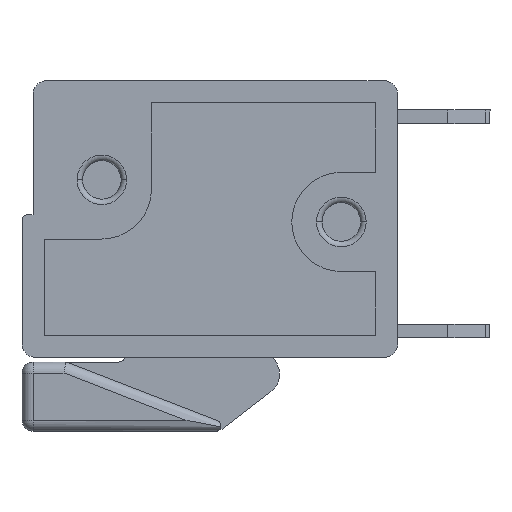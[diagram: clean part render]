
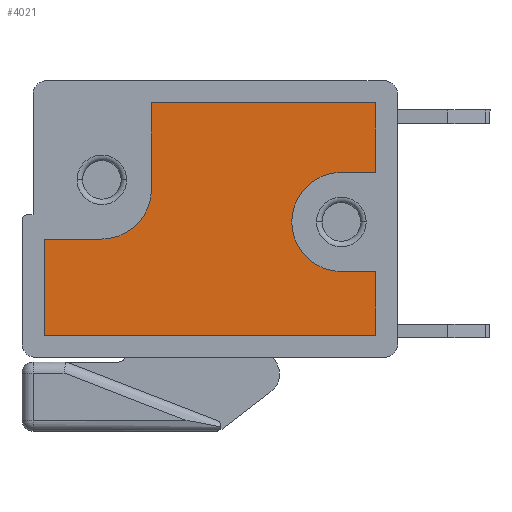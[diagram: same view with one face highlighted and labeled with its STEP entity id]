
A CAD part, left-side view. The second image highlights one B-rep face of the part: STEP entity #4021.
In plain terms, the highlighted face is planar.
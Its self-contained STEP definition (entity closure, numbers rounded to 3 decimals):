
#172 = CARTESIAN_POINT ( 'NONE',  ( 6.025, 4.225, -5.02 ) ) ;
#280 = CARTESIAN_POINT ( 'NONE',  ( 4.775, -1.695, -5.02 ) ) ;
#323 = VECTOR ( 'NONE', #1909, 1000. ) ;
#334 = VERTEX_POINT ( 'NONE', #5039 ) ;
#349 = DIRECTION ( 'NONE',  ( -1., 0., 0. ) ) ;
#365 = DIRECTION ( 'NONE',  ( 0., 0., -1. ) ) ;
#388 = PLANE ( 'NONE',  #3767 ) ;
#408 = LINE ( 'NONE', #1944, #323 ) ;
#419 = VERTEX_POINT ( 'NONE', #6907 ) ;
#490 = VECTOR ( 'NONE', #7751, 1000. ) ;
#537 = LINE ( 'NONE', #5212, #1691 ) ;
#545 = CARTESIAN_POINT ( 'NONE',  ( -3.925, -1.075, -5.02 ) ) ;
#603 = VECTOR ( 'NONE', #5157, 1000. ) ;
#688 = CARTESIAN_POINT ( 'NONE',  ( -2.125, -4.225, -5.02 ) ) ;
#769 = VECTOR ( 'NONE', #5692, 1000. ) ;
#940 = EDGE_CURVE ( 'NONE', #1472, #7913, #408, .T. ) ;
#1035 = ORIENTED_EDGE ( 'NONE', *, *, #7888, .T. ) ;
#1122 = ORIENTED_EDGE ( 'NONE', *, *, #5022, .T. ) ;
#1130 = AXIS2_PLACEMENT_3D ( 'NONE', #3839, #3847, #3872 ) ;
#1180 = VERTEX_POINT ( 'NONE', #2979 ) ;
#1187 = VERTEX_POINT ( 'NONE', #2312 ) ;
#1222 = DIRECTION ( 'NONE',  ( 0., 1., 0. ) ) ;
#1276 = CARTESIAN_POINT ( 'NONE',  ( -6.025, 0.725, -5.02 ) ) ;
#1308 = EDGE_CURVE ( 'NONE', #7909, #3389, #7457, .T. ) ;
#1431 = ORIENTED_EDGE ( 'NONE', *, *, #1950, .T. ) ;
#1472 = VERTEX_POINT ( 'NONE', #6601 ) ;
#1530 = VECTOR ( 'NONE', #7202, 1000. ) ;
#1691 = VECTOR ( 'NONE', #5093, 1000. ) ;
#1784 = CARTESIAN_POINT ( 'NONE',  ( 4.775, -1.695, -5.02 ) ) ;
#1890 = CARTESIAN_POINT ( 'NONE',  ( 6.025, 4.225, -5.02 ) ) ;
#1909 = DIRECTION ( 'NONE',  ( -1., 0., 0. ) ) ;
#1944 = CARTESIAN_POINT ( 'NONE',  ( -3.925, 0.725, -5.02 ) ) ;
#1950 = EDGE_CURVE ( 'NONE', #6884, #334, #4042, .T. ) ;
#1970 = DIRECTION ( 'NONE',  ( 0., -1., 0. ) ) ;
#2048 = ORIENTED_EDGE ( 'NONE', *, *, #7372, .T. ) ;
#2162 = LINE ( 'NONE', #5915, #603 ) ;
#2228 = ORIENTED_EDGE ( 'NONE', *, *, #1308, .T. ) ;
#2312 = CARTESIAN_POINT ( 'NONE',  ( 6.025, 1.905, -5.02 ) ) ;
#2353 = LINE ( 'NONE', #1890, #6822 ) ;
#2462 = ORIENTED_EDGE ( 'NONE', *, *, #2780, .T. ) ;
#2592 = EDGE_CURVE ( 'NONE', #334, #1472, #6669, .T. ) ;
#2650 = ORIENTED_EDGE ( 'NONE', *, *, #3905, .T. ) ;
#2739 = ORIENTED_EDGE ( 'NONE', *, *, #7807, .T. ) ;
#2780 = EDGE_CURVE ( 'NONE', #1187, #7909, #537, .T. ) ;
#2795 = ORIENTED_EDGE ( 'NONE', *, *, #4828, .T. ) ;
#2954 = ORIENTED_EDGE ( 'NONE', *, *, #2592, .T. ) ;
#2979 = CARTESIAN_POINT ( 'NONE',  ( 6.025, -1.695, -5.02 ) ) ;
#3072 = CARTESIAN_POINT ( 'NONE',  ( 2.975, 0.105, -5.02 ) ) ;
#3191 = EDGE_CURVE ( 'NONE', #6369, #6884, #4313, .T. ) ;
#3244 = LINE ( 'NONE', #1784, #1530 ) ;
#3389 = VERTEX_POINT ( 'NONE', #3072 ) ;
#3767 = AXIS2_PLACEMENT_3D ( 'NONE', #545, #365, #349 ) ;
#3839 = CARTESIAN_POINT ( 'NONE',  ( -3.925, -1.075, -5.02 ) ) ;
#3847 = DIRECTION ( 'NONE',  ( 0., 0., 1. ) ) ;
#3862 = VECTOR ( 'NONE', #1222, 1000. ) ;
#3872 = DIRECTION ( 'NONE',  ( -1., 0., 0. ) ) ;
#3905 = EDGE_CURVE ( 'NONE', #7992, #1187, #2353, .T. ) ;
#3985 = LINE ( 'NONE', #7649, #490 ) ;
#4021 = ADVANCED_FACE ( 'NONE', ( #7489 ), #388, .T. ) ;
#4042 = LINE ( 'NONE', #5674, #769 ) ;
#4231 = EDGE_LOOP ( 'NONE', ( #2954, #6182, #2739, #2795, #2650, #2462, #2228, #2048, #1035, #1122, #7101, #1431 ) ) ;
#4313 = LINE ( 'NONE', #5627, #7221 ) ;
#4573 = CIRCLE ( 'NONE', #7332, 1.8 ) ;
#4828 = EDGE_CURVE ( 'NONE', #419, #7992, #2162, .T. ) ;
#5022 = EDGE_CURVE ( 'NONE', #1180, #6369, #3985, .T. ) ;
#5039 = CARTESIAN_POINT ( 'NONE',  ( -2.125, -1.075, -5.02 ) ) ;
#5093 = DIRECTION ( 'NONE',  ( -1., 0., 0. ) ) ;
#5157 = DIRECTION ( 'NONE',  ( 1., 0., 0. ) ) ;
#5212 = CARTESIAN_POINT ( 'NONE',  ( 6.025, 1.905, -5.02 ) ) ;
#5269 = CARTESIAN_POINT ( 'NONE',  ( 4.775, 0.105, -5.02 ) ) ;
#5521 = CARTESIAN_POINT ( 'NONE',  ( 4.775, 1.905, -5.02 ) ) ;
#5554 = LINE ( 'NONE', #1276, #3862 ) ;
#5627 = CARTESIAN_POINT ( 'NONE',  ( 6.025, -4.225, -5.02 ) ) ;
#5643 = DIRECTION ( 'NONE',  ( -1., 0., 0. ) ) ;
#5656 = DIRECTION ( 'NONE',  ( 0., 0., 1. ) ) ;
#5674 = CARTESIAN_POINT ( 'NONE',  ( -2.125, -4.225, -5.02 ) ) ;
#5692 = DIRECTION ( 'NONE',  ( 0., 1., 0. ) ) ;
#5915 = CARTESIAN_POINT ( 'NONE',  ( -6.025, 4.225, -5.02 ) ) ;
#6182 = ORIENTED_EDGE ( 'NONE', *, *, #940, .T. ) ;
#6275 = CARTESIAN_POINT ( 'NONE',  ( -6.025, 0.725, -5.02 ) ) ;
#6369 = VERTEX_POINT ( 'NONE', #7869 ) ;
#6462 = DIRECTION ( 'NONE',  ( -1., 0., 0. ) ) ;
#6497 = DIRECTION ( 'NONE',  ( 0., 0., 1. ) ) ;
#6553 = CARTESIAN_POINT ( 'NONE',  ( 4.775, 0.105, -5.02 ) ) ;
#6601 = CARTESIAN_POINT ( 'NONE',  ( -3.925, 0.725, -5.02 ) ) ;
#6669 = CIRCLE ( 'NONE', #1130, 1.8 ) ;
#6822 = VECTOR ( 'NONE', #1970, 1000. ) ;
#6884 = VERTEX_POINT ( 'NONE', #688 ) ;
#6907 = CARTESIAN_POINT ( 'NONE',  ( -6.025, 4.225, -5.02 ) ) ;
#7101 = ORIENTED_EDGE ( 'NONE', *, *, #3191, .T. ) ;
#7202 = DIRECTION ( 'NONE',  ( 1., 0., 0. ) ) ;
#7221 = VECTOR ( 'NONE', #7737, 1000. ) ;
#7332 = AXIS2_PLACEMENT_3D ( 'NONE', #6553, #6497, #6462 ) ;
#7372 = EDGE_CURVE ( 'NONE', #3389, #7879, #4573, .T. ) ;
#7457 = CIRCLE ( 'NONE', #7598, 1.8 ) ;
#7489 = FACE_OUTER_BOUND ( 'NONE', #4231, .T. ) ;
#7598 = AXIS2_PLACEMENT_3D ( 'NONE', #5269, #5656, #5643 ) ;
#7649 = CARTESIAN_POINT ( 'NONE',  ( 6.025, -1.695, -5.02 ) ) ;
#7737 = DIRECTION ( 'NONE',  ( -1., 0., 0. ) ) ;
#7751 = DIRECTION ( 'NONE',  ( 0., -1., 0. ) ) ;
#7807 = EDGE_CURVE ( 'NONE', #7913, #419, #5554, .T. ) ;
#7869 = CARTESIAN_POINT ( 'NONE',  ( 6.025, -4.225, -5.02 ) ) ;
#7879 = VERTEX_POINT ( 'NONE', #280 ) ;
#7888 = EDGE_CURVE ( 'NONE', #7879, #1180, #3244, .T. ) ;
#7909 = VERTEX_POINT ( 'NONE', #5521 ) ;
#7913 = VERTEX_POINT ( 'NONE', #6275 ) ;
#7992 = VERTEX_POINT ( 'NONE', #172 ) ;
